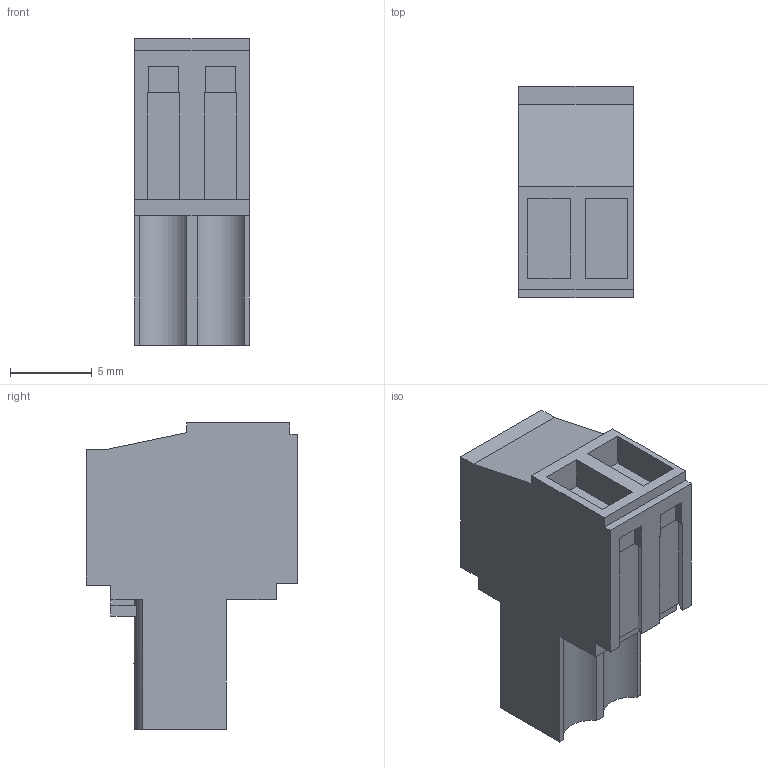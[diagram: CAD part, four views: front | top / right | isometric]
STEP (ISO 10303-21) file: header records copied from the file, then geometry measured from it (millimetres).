
FILE_DESCRIPTION(('CATIA V5 STEP Exchange','CAx-IF Rec.Pracs.--- Model Styling and Organization---1.2---2011-12-15'),'2;1');
FILE_NAME ('D1453060_0_1597360000_1597360000.stp','2017-04-25T09:50:44+00:00',('none'),('Weidmueller'),'CATIA Version 5-6 Release 2014','CATIA V5 STEP AP214','none');
FILE_SCHEMA(('AUTOMOTIVE_DESIGN { 1 0 10303 214 1 1 1 1 }'));
Length unit declared in the file: millimetre
Products named in the file (1): 1597360000
Bounding box: 7 x 12.9 x 18.7 mm (x, y, z)
Volume: 1034.2 mm3; surface area: 1088.6 mm2
Topology: 3 solids, 3 shells, 135 faces, 371 edges, 250 vertices
Faces by surface type: plane 123, cylinder 12
Entity records: 4101 total; most frequent: ORIENTED_EDGE 742, CARTESIAN_POINT 730, DIRECTION 587, EDGE_CURVE 371, VECTOR 327, LINE 327, VERTEX_POINT 250, AXIS2_PLACEMENT_3D 153
